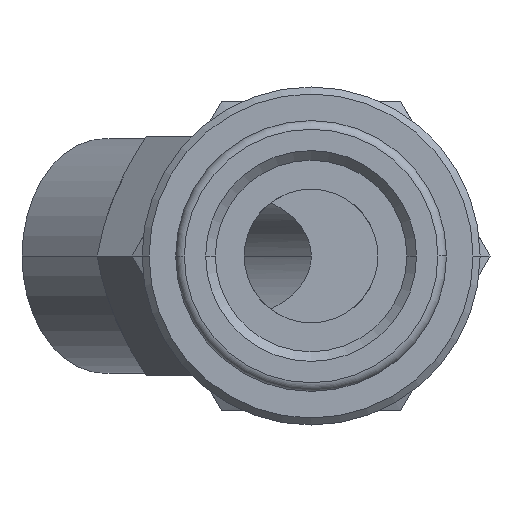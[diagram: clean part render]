
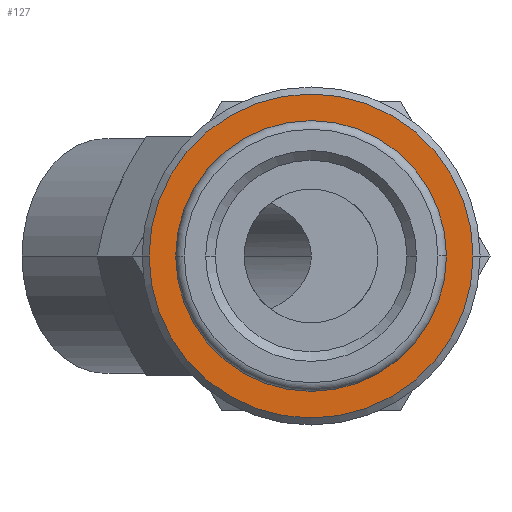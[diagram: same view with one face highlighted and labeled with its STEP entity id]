
A CAD part, front view. The second image highlights one B-rep face of the part: STEP entity #127.
In plain terms, the highlighted planar face has unit normal (0, -1, 0).
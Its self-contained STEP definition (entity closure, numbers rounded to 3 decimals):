
#127=ADVANCED_FACE('',(#332,#333),#334,.T.);
#332=FACE_BOUND('',#619,.T.);
#333=FACE_OUTER_BOUND('',#620,.T.);
#334=PLANE('',#621);
#619=EDGE_LOOP('',(#940,#941));
#620=EDGE_LOOP('',(#942,#943));
#621=AXIS2_PLACEMENT_3D('',#944,#945,#946);
#940=ORIENTED_EDGE('',*,*,#1688,.T.);
#941=ORIENTED_EDGE('',*,*,#1689,.T.);
#942=ORIENTED_EDGE('',*,*,#1690,.F.);
#943=ORIENTED_EDGE('',*,*,#1691,.F.);
#944=CARTESIAN_POINT('',(5.75,3.6,0.0));
#945=DIRECTION('',(0.,-1.0,0.0));
#946=DIRECTION('',(-1.0,0.,0.0));
#1688=EDGE_CURVE('',#2011,#2012,#2013,.T.);
#1689=EDGE_CURVE('',#2012,#2011,#2014,.T.);
#1690=EDGE_CURVE('',#2015,#2016,#2017,.T.);
#1691=EDGE_CURVE('',#2016,#2015,#2018,.T.);
#2011=VERTEX_POINT('',#2470);
#2012=VERTEX_POINT('',#2471);
#2013=CIRCLE('',#2472,9.0);
#2014=CIRCLE('',#2473,9.0);
#2015=VERTEX_POINT('',#2474);
#2016=VERTEX_POINT('',#2475);
#2017=CIRCLE('',#2476,11.5);
#2018=CIRCLE('',#2477,11.5);
#2470=CARTESIAN_POINT('',(-9.0,3.6,0.));
#2471=CARTESIAN_POINT('',(9.0,3.6,0.));
#2472=AXIS2_PLACEMENT_3D('',#3373,#3374,#3375);
#2473=AXIS2_PLACEMENT_3D('',#3376,#3377,#3378);
#2474=CARTESIAN_POINT('',(11.5,3.6,0.0));
#2475=CARTESIAN_POINT('',(-11.5,3.6,0.));
#2476=AXIS2_PLACEMENT_3D('',#3379,#3380,#3381);
#2477=AXIS2_PLACEMENT_3D('',#3382,#3383,#3384);
#3373=CARTESIAN_POINT('',(0.0,3.6,0.0));
#3374=DIRECTION('',(0.,1.0,0.0));
#3375=DIRECTION('',(1.0,0.,0.0));
#3376=CARTESIAN_POINT('',(0.0,3.6,0.0));
#3377=DIRECTION('',(0.,1.0,0.0));
#3378=DIRECTION('',(1.0,0.,0.0));
#3379=CARTESIAN_POINT('',(0.0,3.6,0.0));
#3380=DIRECTION('',(-0.0,1.0,0.0));
#3381=DIRECTION('',(1.0,0.0,0.0));
#3382=CARTESIAN_POINT('',(0.0,3.6,0.0));
#3383=DIRECTION('',(-0.0,1.0,0.0));
#3384=DIRECTION('',(1.0,0.0,0.0));
